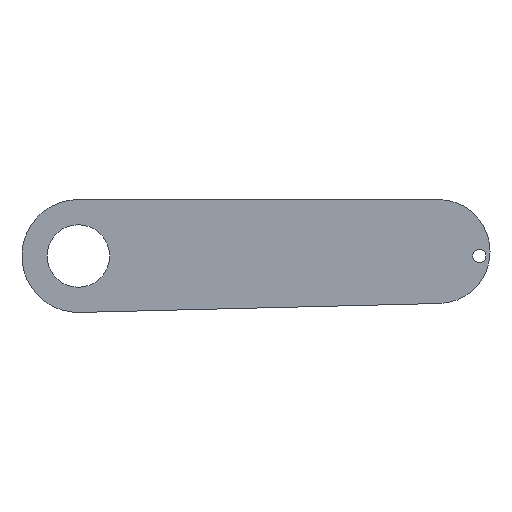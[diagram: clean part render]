
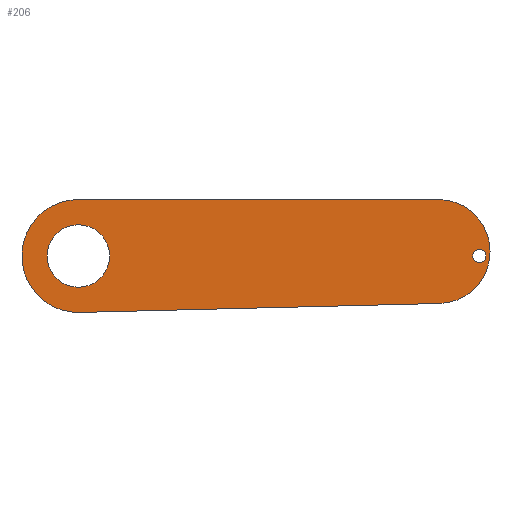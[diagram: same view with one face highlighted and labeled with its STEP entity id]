
A CAD part, left-side view. The second image highlights one B-rep face of the part: STEP entity #206.
In plain terms, the highlighted planar face has unit normal (-1, 0, 0).
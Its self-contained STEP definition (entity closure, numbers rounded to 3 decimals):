
#1=CARTESIAN_POINT('',(0.,203.643,0.));
#2=DIRECTION('',(-1.,0.,0.));
#3=DIRECTION('',(0.,0.,-1.));
#4=AXIS2_PLACEMENT_3D('',#1,#2,#3);
#6=CARTESIAN_POINT('',(0.,203.643,0.));
#7=DIRECTION('',(-1.,0.,0.));
#8=DIRECTION('',(0.,0.,1.));
#9=AXIS2_PLACEMENT_3D('',#6,#7,#8);
#11=CARTESIAN_POINT('',(0.,34.01,0.));
#12=DIRECTION('',(-1.,0.,0.));
#13=DIRECTION('',(0.,0.,-1.));
#14=AXIS2_PLACEMENT_3D('',#11,#12,#13);
#16=CARTESIAN_POINT('',(0.,34.01,0.));
#17=DIRECTION('',(-1.,0.,0.));
#18=DIRECTION('',(0.,0.,1.));
#19=AXIS2_PLACEMENT_3D('',#16,#17,#18);
#21=CARTESIAN_POINT('',(0.,51.29,1.723));
#22=DIRECTION('',(-1.,0.,0.));
#23=DIRECTION('',(0.,-0.025,-1.));
#24=AXIS2_PLACEMENT_3D('',#21,#22,#23);
#26=DIRECTION('',(0.,1.,-0.025));
#27=VECTOR('',#26,152.348);
#28=CARTESIAN_POINT('',(0.,50.746,-20.071));
#29=LINE('',#28,#27);
#30=CARTESIAN_POINT('',(0.,203.643,0.));
#31=DIRECTION('',(1.,0.,0.));
#32=DIRECTION('',(0.,-0.025,-1.));
#33=AXIS2_PLACEMENT_3D('',#30,#31,#32);
#35=DIRECTION('',(0.,-1.,0.));
#36=VECTOR('',#35,152.353);
#37=CARTESIAN_POINT('',(0.,203.643,23.88));
#38=LINE('',#37,#36);
#39=CARTESIAN_POINT('',(0.,51.29,2.08));
#40=DIRECTION('',(-1.,0.,0.));
#41=DIRECTION('',(0.,-1.,0.));
#42=AXIS2_PLACEMENT_3D('',#39,#40,#41);
#44=DIRECTION('',(0.,0.,-1.));
#45=VECTOR('',#44,0.357);
#46=CARTESIAN_POINT('',(0.,29.49,2.08));
#47=LINE('',#46,#45);
#135=CARTESIAN_POINT('',(0.,203.643,-13.225));
#136=CARTESIAN_POINT('',(0.,203.643,13.225));
#137=VERTEX_POINT('',#135);
#138=VERTEX_POINT('',#136);
#139=CARTESIAN_POINT('',(0.,203.047,-23.873));
#140=CARTESIAN_POINT('',(0.,203.643,23.88));
#141=VERTEX_POINT('',#139);
#142=VERTEX_POINT('',#140);
#151=CARTESIAN_POINT('',(0.,34.01,-2.78));
#152=CARTESIAN_POINT('',(0.,34.01,2.78));
#153=VERTEX_POINT('',#151);
#154=VERTEX_POINT('',#152);
#159=CARTESIAN_POINT('',(0.,50.746,-20.071));
#160=CARTESIAN_POINT('',(0.,29.49,1.723));
#161=VERTEX_POINT('',#159);
#162=VERTEX_POINT('',#160);
#167=CARTESIAN_POINT('',(0.,29.49,2.08));
#168=CARTESIAN_POINT('',(0.,51.29,23.88));
#169=VERTEX_POINT('',#167);
#170=VERTEX_POINT('',#168);
#175=CARTESIAN_POINT('',(0.,0.,0.));
#176=DIRECTION('',(1.,0.,0.));
#177=DIRECTION('',(0.,0.,-1.));
#178=AXIS2_PLACEMENT_3D('',#175,#176,#177);
#179=PLANE('',#178);
#181=ORIENTED_EDGE('',*,*,#180,.F.);
#183=ORIENTED_EDGE('',*,*,#182,.T.);
#185=ORIENTED_EDGE('',*,*,#184,.T.);
#187=ORIENTED_EDGE('',*,*,#186,.T.);
#189=ORIENTED_EDGE('',*,*,#188,.F.);
#191=ORIENTED_EDGE('',*,*,#190,.T.);
#192=EDGE_LOOP('',(#181,#183,#185,#187,#189,#191));
#193=FACE_OUTER_BOUND('',#192,.F.);
#195=ORIENTED_EDGE('',*,*,#194,.T.);
#197=ORIENTED_EDGE('',*,*,#196,.T.);
#198=EDGE_LOOP('',(#195,#197));
#199=FACE_BOUND('',#198,.F.);
#201=ORIENTED_EDGE('',*,*,#200,.T.);
#203=ORIENTED_EDGE('',*,*,#202,.T.);
#204=EDGE_LOOP('',(#201,#203));
#205=FACE_BOUND('',#204,.F.);
#206=ADVANCED_FACE('',(#193,#199,#205),#179,.F.);
#5=CIRCLE('',#4,13.225);
#10=CIRCLE('',#9,13.225);
#15=CIRCLE('',#14,2.78);
#20=CIRCLE('',#19,2.78);
#25=CIRCLE('',#24,21.8);
#34=CIRCLE('',#33,23.88);
#43=CIRCLE('',#42,21.8);
#180=EDGE_CURVE('',#161,#162,#25,.T.);
#182=EDGE_CURVE('',#161,#141,#29,.T.);
#184=EDGE_CURVE('',#141,#142,#34,.T.);
#186=EDGE_CURVE('',#142,#170,#38,.T.);
#188=EDGE_CURVE('',#169,#170,#43,.T.);
#190=EDGE_CURVE('',#169,#162,#47,.T.);
#194=EDGE_CURVE('',#153,#154,#15,.T.);
#196=EDGE_CURVE('',#154,#153,#20,.T.);
#200=EDGE_CURVE('',#137,#138,#5,.T.);
#202=EDGE_CURVE('',#138,#137,#10,.T.);
